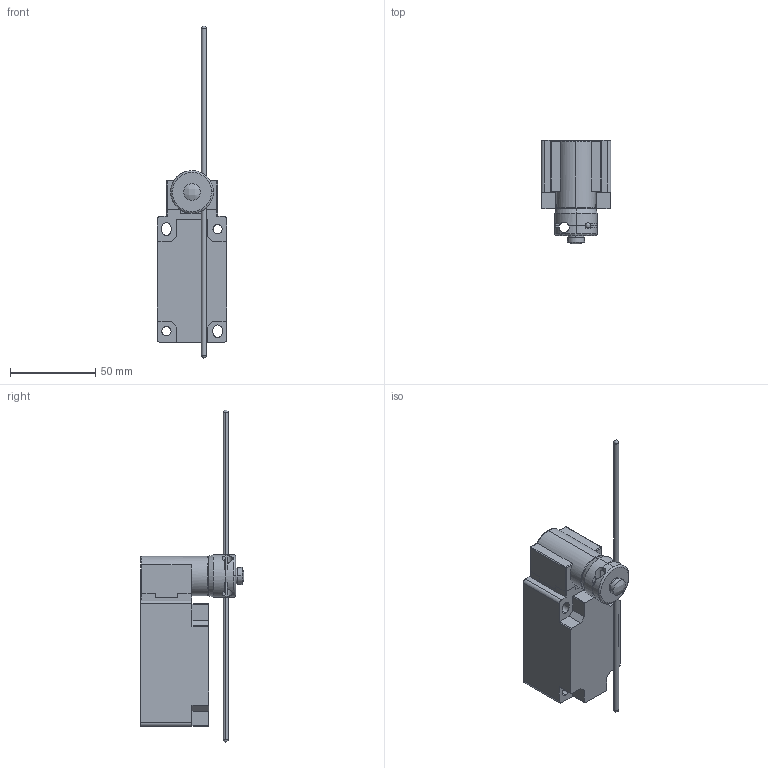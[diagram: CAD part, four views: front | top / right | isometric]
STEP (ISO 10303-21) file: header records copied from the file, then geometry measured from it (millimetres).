
FILE_DESCRIPTION (( 'STEP AP214' ), '1' );
FILE_NAME ('ABP2H71Z11.step', '2017-12-19T21:09:45', ( '' ), ( '' ), 'SwSTEP 2.0', 'SolidWorks 2017', '' );
FILE_SCHEMA (( 'AUTOMOTIVE_DESIGN' ));
Length unit declared in the file: inch
Products named in the file (1): ABP2H71Z11
Bounding box: 41 x 61 x 195 mm (x, y, z)
Volume: 141397.2 mm3; surface area: 29041 mm2
Topology: 7 solids, 7 shells, 219 faces, 581 edges, 377 vertices
Faces by surface type: plane 122, cylinder 79, bspline 14, cone 4
Entity records: 10218 total; most frequent: CARTESIAN_POINT 1738, DIRECTION 1170, ORIENTED_EDGE 1148, EDGE_CURVE 574, AXIS2_PLACEMENT_3D 405, VERTEX_POINT 377, LINE 360, VECTOR 360
